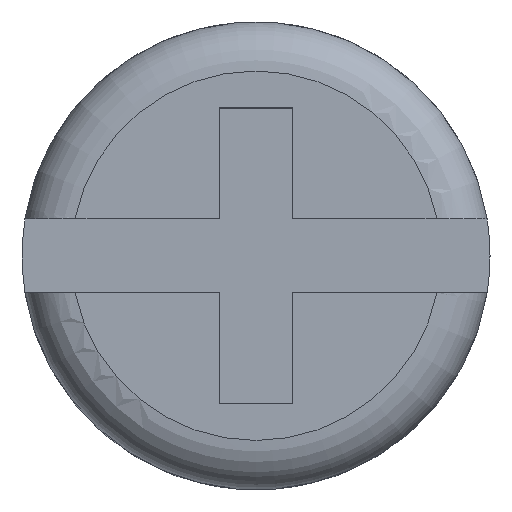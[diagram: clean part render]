
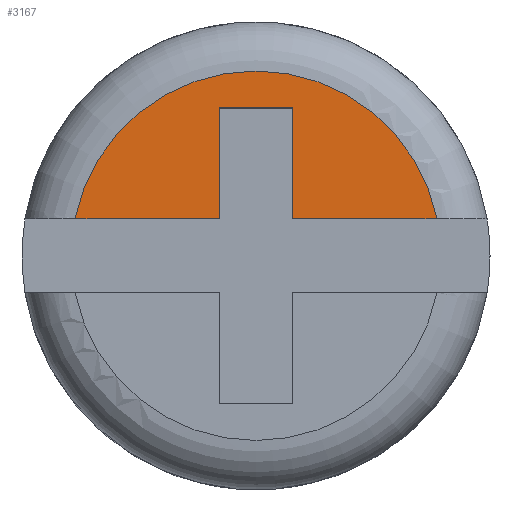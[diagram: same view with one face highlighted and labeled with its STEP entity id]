
A CAD part, top view. The second image highlights one B-rep face of the part: STEP entity #3167.
In plain terms, the highlighted planar face has unit normal (0, 0, 1).
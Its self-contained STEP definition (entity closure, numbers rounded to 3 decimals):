
#127 = PLANE('',#128);
#128 = AXIS2_PLACEMENT_3D('',#129,#130,#131);
#129 = CARTESIAN_POINT('',(0.75,0.75,50.));
#130 = DIRECTION('',(0.,-1.,0.));
#131 = DIRECTION('',(1.,0.,0.));
#155 = TOROIDAL_SURFACE('',#156,3.75,1.);
#156 = AXIS2_PLACEMENT_3D('',#157,#158,#159);
#157 = CARTESIAN_POINT('',(0.,0.,49.));
#158 = DIRECTION('',(0.,0.,1.));
#159 = DIRECTION('',(0.987,0.158,0.));
#182 = PLANE('',#183);
#183 = AXIS2_PLACEMENT_3D('',#184,#185,#186);
#184 = CARTESIAN_POINT('',(-6.,0.75,50.));
#185 = DIRECTION('',(0.,-1.,0.));
#186 = DIRECTION('',(1.,0.,0.));
#582 = PLANE('',#583);
#583 = AXIS2_PLACEMENT_3D('',#584,#585,#586);
#584 = CARTESIAN_POINT('',(0.75,3.,50.));
#585 = DIRECTION('',(-1.,0.,0.));
#586 = DIRECTION('',(0.,-1.,0.));
#610 = PLANE('',#611);
#611 = AXIS2_PLACEMENT_3D('',#612,#613,#614);
#612 = CARTESIAN_POINT('',(-0.75,3.,50.));
#613 = DIRECTION('',(0.,-1.,0.));
#614 = DIRECTION('',(1.,0.,0.));
#636 = PLANE('',#637);
#637 = AXIS2_PLACEMENT_3D('',#638,#639,#640);
#638 = CARTESIAN_POINT('',(-0.75,0.75,50.));
#639 = DIRECTION('',(1.,0.,0.));
#640 = DIRECTION('',(0.,1.,0.));
#1370 = EDGE_CURVE('',#1371,#1373,#1375,.T.);
#1371 = VERTEX_POINT('',#1372);
#1372 = CARTESIAN_POINT('',(0.75,0.75,50.));
#1373 = VERTEX_POINT('',#1374);
#1374 = CARTESIAN_POINT('',(3.674,0.75,50.));
#1375 = SURFACE_CURVE('',#1376,(#1380,#1387),.PCURVE_S1.);
#1376 = LINE('',#1377,#1378);
#1377 = CARTESIAN_POINT('',(0.75,0.75,50.));
#1378 = VECTOR('',#1379,1.);
#1379 = DIRECTION('',(1.,0.,0.));
#1380 = PCURVE('',#127,#1381);
#1381 = DEFINITIONAL_REPRESENTATION('',(#1382),#1386);
#1382 = LINE('',#1383,#1384);
#1383 = CARTESIAN_POINT('',(0.,0.));
#1384 = VECTOR('',#1385,1.);
#1385 = DIRECTION('',(1.,0.));
#1386 = ( GEOMETRIC_REPRESENTATION_CONTEXT(2) 
PARAMETRIC_REPRESENTATION_CONTEXT() REPRESENTATION_CONTEXT('2D SPACE',''
  ) );
#1387 = PCURVE('',#1388,#1393);
#1388 = PLANE('',#1389);
#1389 = AXIS2_PLACEMENT_3D('',#1390,#1391,#1392);
#1390 = CARTESIAN_POINT('',(4.75,0.,50.));
#1391 = DIRECTION('',(0.,0.,-1.));
#1392 = DIRECTION('',(-1.,0.,0.));
#1393 = DEFINITIONAL_REPRESENTATION('',(#1394),#1398);
#1394 = LINE('',#1395,#1396);
#1395 = CARTESIAN_POINT('',(4.,0.75));
#1396 = VECTOR('',#1397,1.);
#1397 = DIRECTION('',(-1.,0.));
#1398 = ( GEOMETRIC_REPRESENTATION_CONTEXT(2) 
PARAMETRIC_REPRESENTATION_CONTEXT() REPRESENTATION_CONTEXT('2D SPACE',''
  ) );
#1794 = VERTEX_POINT('',#1795);
#1795 = CARTESIAN_POINT('',(-3.674,0.75,50.));
#2110 = EDGE_CURVE('',#1373,#1794,#2111,.T.);
#2111 = SURFACE_CURVE('',#2112,(#2117,#2124),.PCURVE_S1.);
#2112 = CIRCLE('',#2113,3.75);
#2113 = AXIS2_PLACEMENT_3D('',#2114,#2115,#2116);
#2114 = CARTESIAN_POINT('',(0.,0.,50.));
#2115 = DIRECTION('',(0.,0.,1.));
#2116 = DIRECTION('',(0.987,0.158,0.));
#2117 = PCURVE('',#155,#2118);
#2118 = DEFINITIONAL_REPRESENTATION('',(#2119),#2123);
#2119 = LINE('',#2120,#2121);
#2120 = CARTESIAN_POINT('',(0.,1.571));
#2121 = VECTOR('',#2122,1.);
#2122 = DIRECTION('',(1.,0.));
#2123 = ( GEOMETRIC_REPRESENTATION_CONTEXT(2) 
PARAMETRIC_REPRESENTATION_CONTEXT() REPRESENTATION_CONTEXT('2D SPACE',''
  ) );
#2124 = PCURVE('',#1388,#2125);
#2125 = DEFINITIONAL_REPRESENTATION('',(#2126),#2134);
#2126 = ( BOUNDED_CURVE() B_SPLINE_CURVE(2,(#2127,#2128,#2129,#2130,
#2131,#2132,#2133),.UNSPECIFIED.,.F.,.F.) B_SPLINE_CURVE_WITH_KNOTS((1,2
    ,2,2,2,1),(-2.094,0.,2.094,4.189,
6.283,8.378),.UNSPECIFIED.) CURVE() 
GEOMETRIC_REPRESENTATION_ITEM() RATIONAL_B_SPLINE_CURVE((1.,0.5,1.,0.5,
1.,0.5,1.)) REPRESENTATION_ITEM('') );
#2127 = CARTESIAN_POINT('',(1.047,0.592));
#2128 = CARTESIAN_POINT('',(2.073,7.006));
#2129 = CARTESIAN_POINT('',(7.114,2.911));
#2130 = CARTESIAN_POINT('',(12.156,-1.184));
#2131 = CARTESIAN_POINT('',(6.089,-3.503));
#2132 = CARTESIAN_POINT('',(0.021,-5.822));
#2133 = CARTESIAN_POINT('',(1.047,0.592));
#2134 = ( GEOMETRIC_REPRESENTATION_CONTEXT(2) 
PARAMETRIC_REPRESENTATION_CONTEXT() REPRESENTATION_CONTEXT('2D SPACE',''
  ) );
#2139 = EDGE_CURVE('',#1794,#2140,#2142,.T.);
#2140 = VERTEX_POINT('',#2141);
#2141 = CARTESIAN_POINT('',(-0.75,0.75,50.));
#2142 = SURFACE_CURVE('',#2143,(#2147,#2154),.PCURVE_S1.);
#2143 = LINE('',#2144,#2145);
#2144 = CARTESIAN_POINT('',(-6.,0.75,50.));
#2145 = VECTOR('',#2146,1.);
#2146 = DIRECTION('',(1.,0.,0.));
#2147 = PCURVE('',#182,#2148);
#2148 = DEFINITIONAL_REPRESENTATION('',(#2149),#2153);
#2149 = LINE('',#2150,#2151);
#2150 = CARTESIAN_POINT('',(0.,0.));
#2151 = VECTOR('',#2152,1.);
#2152 = DIRECTION('',(1.,0.));
#2153 = ( GEOMETRIC_REPRESENTATION_CONTEXT(2) 
PARAMETRIC_REPRESENTATION_CONTEXT() REPRESENTATION_CONTEXT('2D SPACE',''
  ) );
#2154 = PCURVE('',#1388,#2155);
#2155 = DEFINITIONAL_REPRESENTATION('',(#2156),#2160);
#2156 = LINE('',#2157,#2158);
#2157 = CARTESIAN_POINT('',(10.75,0.75));
#2158 = VECTOR('',#2159,1.);
#2159 = DIRECTION('',(-1.,0.));
#2160 = ( GEOMETRIC_REPRESENTATION_CONTEXT(2) 
PARAMETRIC_REPRESENTATION_CONTEXT() REPRESENTATION_CONTEXT('2D SPACE',''
  ) );
#2915 = VERTEX_POINT('',#2916);
#2916 = CARTESIAN_POINT('',(-0.75,3.,50.));
#2937 = EDGE_CURVE('',#2140,#2915,#2938,.T.);
#2938 = SURFACE_CURVE('',#2939,(#2943,#2950),.PCURVE_S1.);
#2939 = LINE('',#2940,#2941);
#2940 = CARTESIAN_POINT('',(-0.75,0.75,50.));
#2941 = VECTOR('',#2942,1.);
#2942 = DIRECTION('',(0.,1.,0.));
#2943 = PCURVE('',#636,#2944);
#2944 = DEFINITIONAL_REPRESENTATION('',(#2945),#2949);
#2945 = LINE('',#2946,#2947);
#2946 = CARTESIAN_POINT('',(0.,0.));
#2947 = VECTOR('',#2948,1.);
#2948 = DIRECTION('',(1.,0.));
#2949 = ( GEOMETRIC_REPRESENTATION_CONTEXT(2) 
PARAMETRIC_REPRESENTATION_CONTEXT() REPRESENTATION_CONTEXT('2D SPACE',''
  ) );
#2950 = PCURVE('',#1388,#2951);
#2951 = DEFINITIONAL_REPRESENTATION('',(#2952),#2956);
#2952 = LINE('',#2953,#2954);
#2953 = CARTESIAN_POINT('',(5.5,0.75));
#2954 = VECTOR('',#2955,1.);
#2955 = DIRECTION('',(0.,1.));
#2956 = ( GEOMETRIC_REPRESENTATION_CONTEXT(2) 
PARAMETRIC_REPRESENTATION_CONTEXT() REPRESENTATION_CONTEXT('2D SPACE',''
  ) );
#2964 = VERTEX_POINT('',#2965);
#2965 = CARTESIAN_POINT('',(0.75,3.,50.));
#2986 = EDGE_CURVE('',#2915,#2964,#2987,.T.);
#2987 = SURFACE_CURVE('',#2988,(#2992,#2999),.PCURVE_S1.);
#2988 = LINE('',#2989,#2990);
#2989 = CARTESIAN_POINT('',(-0.75,3.,50.));
#2990 = VECTOR('',#2991,1.);
#2991 = DIRECTION('',(1.,0.,0.));
#2992 = PCURVE('',#610,#2993);
#2993 = DEFINITIONAL_REPRESENTATION('',(#2994),#2998);
#2994 = LINE('',#2995,#2996);
#2995 = CARTESIAN_POINT('',(0.,0.));
#2996 = VECTOR('',#2997,1.);
#2997 = DIRECTION('',(1.,0.));
#2998 = ( GEOMETRIC_REPRESENTATION_CONTEXT(2) 
PARAMETRIC_REPRESENTATION_CONTEXT() REPRESENTATION_CONTEXT('2D SPACE',''
  ) );
#2999 = PCURVE('',#1388,#3000);
#3000 = DEFINITIONAL_REPRESENTATION('',(#3001),#3005);
#3001 = LINE('',#3002,#3003);
#3002 = CARTESIAN_POINT('',(5.5,3.));
#3003 = VECTOR('',#3004,1.);
#3004 = DIRECTION('',(-1.,0.));
#3005 = ( GEOMETRIC_REPRESENTATION_CONTEXT(2) 
PARAMETRIC_REPRESENTATION_CONTEXT() REPRESENTATION_CONTEXT('2D SPACE',''
  ) );
#3013 = EDGE_CURVE('',#2964,#1371,#3014,.T.);
#3014 = SURFACE_CURVE('',#3015,(#3019,#3026),.PCURVE_S1.);
#3015 = LINE('',#3016,#3017);
#3016 = CARTESIAN_POINT('',(0.75,3.,50.));
#3017 = VECTOR('',#3018,1.);
#3018 = DIRECTION('',(0.,-1.,0.));
#3019 = PCURVE('',#582,#3020);
#3020 = DEFINITIONAL_REPRESENTATION('',(#3021),#3025);
#3021 = LINE('',#3022,#3023);
#3022 = CARTESIAN_POINT('',(0.,0.));
#3023 = VECTOR('',#3024,1.);
#3024 = DIRECTION('',(1.,0.));
#3025 = ( GEOMETRIC_REPRESENTATION_CONTEXT(2) 
PARAMETRIC_REPRESENTATION_CONTEXT() REPRESENTATION_CONTEXT('2D SPACE',''
  ) );
#3026 = PCURVE('',#1388,#3027);
#3027 = DEFINITIONAL_REPRESENTATION('',(#3028),#3032);
#3028 = LINE('',#3029,#3030);
#3029 = CARTESIAN_POINT('',(4.,3.));
#3030 = VECTOR('',#3031,1.);
#3031 = DIRECTION('',(0.,-1.));
#3032 = ( GEOMETRIC_REPRESENTATION_CONTEXT(2) 
PARAMETRIC_REPRESENTATION_CONTEXT() REPRESENTATION_CONTEXT('2D SPACE',''
  ) );
#3167 = ADVANCED_FACE('',(#3168),#1388,.F.);
#3168 = FACE_BOUND('',#3169,.F.);
#3169 = EDGE_LOOP('',(#3170,#3171,#3172,#3173,#3174,#3175));
#3170 = ORIENTED_EDGE('',*,*,#2139,.F.);
#3171 = ORIENTED_EDGE('',*,*,#2110,.F.);
#3172 = ORIENTED_EDGE('',*,*,#1370,.F.);
#3173 = ORIENTED_EDGE('',*,*,#3013,.F.);
#3174 = ORIENTED_EDGE('',*,*,#2986,.F.);
#3175 = ORIENTED_EDGE('',*,*,#2937,.F.);
